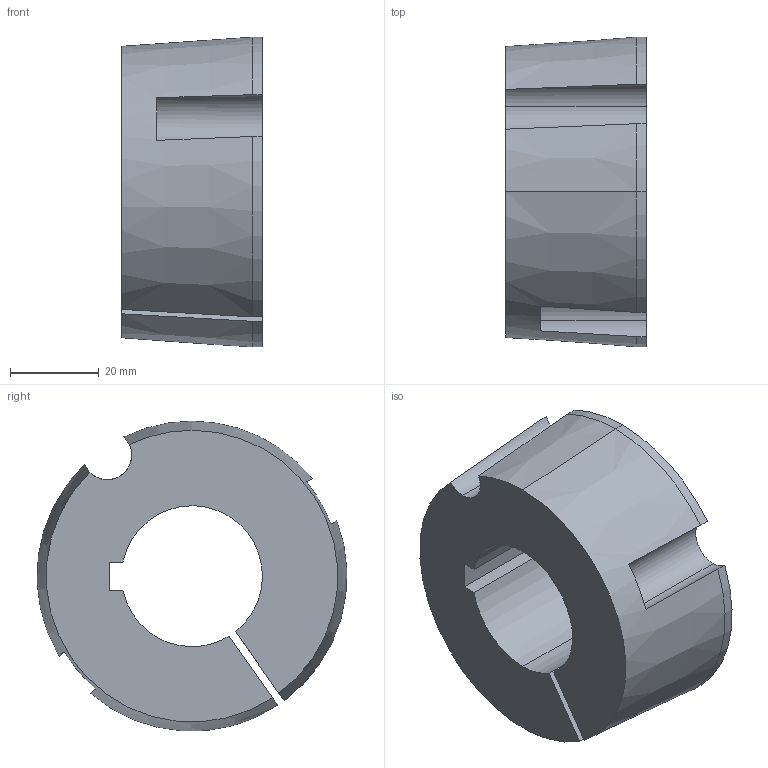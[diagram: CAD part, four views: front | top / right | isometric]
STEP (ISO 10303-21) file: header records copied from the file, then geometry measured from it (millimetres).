
FILE_DESCRIPTION (( 'STEP AP214' ), '1' );
FILE_NAME ('TL-2012-1250.step', '2015-04-08T20:57:14', ( '' ), ( '' ), 'SwSTEP 2.0', 'SolidWorks 2014', '' );
FILE_SCHEMA (( 'AUTOMOTIVE_DESIGN' ));
Length unit declared in the file: inch
Products named in the file (1): TL-2012-1250
Bounding box: 31.75 x 69.8 x 69.78 mm (x, y, z)
Volume: 83972.9 mm3; surface area: 17152.2 mm2
Topology: 1 solids, 1 shells, 25 faces, 68 edges, 45 vertices
Faces by surface type: cylinder 13, plane 9, cone 3
Entity records: 853 total; most frequent: CARTESIAN_POINT 163, DIRECTION 143, ORIENTED_EDGE 136, EDGE_CURVE 68, AXIS2_PLACEMENT_3D 57, VERTEX_POINT 45, CIRCLE 31, VECTOR 29
